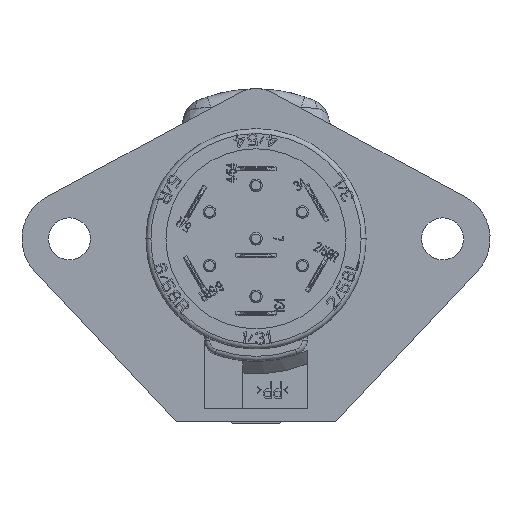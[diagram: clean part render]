
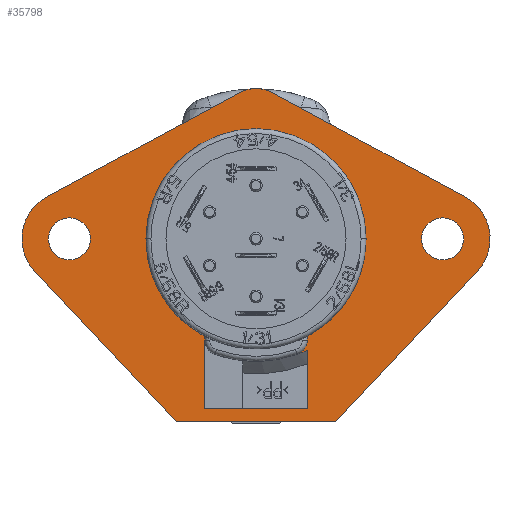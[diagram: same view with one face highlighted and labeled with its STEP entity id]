
A CAD part, front view. The second image highlights one B-rep face of the part: STEP entity #35798.
In plain terms, the highlighted planar face has unit normal (0, -1, 0).
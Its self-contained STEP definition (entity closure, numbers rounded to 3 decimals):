
#1=DIRECTION('',(-0.685,0.,0.728));
#2=VECTOR('',#1,40.747);
#3=CARTESIAN_POINT('',(-16.296,0.,-36.185));
#4=LINE('',#3,#2);
#5=CARTESIAN_POINT('',(-37.3,0.,0.));
#6=DIRECTION('',(0.,1.,0.));
#7=DIRECTION('',(-0.728,0.,-0.685));
#8=AXIS2_PLACEMENT_3D('',#5,#6,#7);
#10=DIRECTION('',(0.879,0.,0.476));
#11=VECTOR('',#10,43.771);
#12=CARTESIAN_POINT('',(-41.823,0.,8.354));
#13=LINE('',#12,#11);
#14=CARTESIAN_POINT('',(0.,0.,23.04));
#15=DIRECTION('',(0.,1.,0.));
#16=DIRECTION('',(-0.476,0.,0.879));
#17=AXIS2_PLACEMENT_3D('',#14,#15,#16);
#19=DIRECTION('',(0.879,0.,-0.476));
#20=VECTOR('',#19,43.771);
#21=CARTESIAN_POINT('',(3.333,0.,29.195));
#22=LINE('',#21,#20);
#23=CARTESIAN_POINT('',(37.3,0.,0.));
#24=DIRECTION('',(0.,1.,0.));
#25=DIRECTION('',(0.476,0.,0.879));
#26=AXIS2_PLACEMENT_3D('',#23,#24,#25);
#28=DIRECTION('',(-0.685,0.,-0.728));
#29=VECTOR('',#28,40.747);
#30=CARTESIAN_POINT('',(44.219,0.,-6.51));
#31=LINE('',#30,#29);
#32=DIRECTION('',(-1.,0.,0.));
#33=VECTOR('',#32,31.136);
#34=CARTESIAN_POINT('',(15.568,0.,-36.5));
#35=LINE('',#34,#33);
#36=CARTESIAN_POINT('',(37.3,0.,0.));
#37=DIRECTION('',(0.,-1.,0.));
#38=DIRECTION('',(1.,0.,0.));
#39=AXIS2_PLACEMENT_3D('',#36,#37,#38);
#41=CARTESIAN_POINT('',(37.3,0.,0.));
#42=DIRECTION('',(0.,-1.,0.));
#43=DIRECTION('',(-1.,0.,0.));
#44=AXIS2_PLACEMENT_3D('',#41,#42,#43);
#46=CARTESIAN_POINT('',(-37.3,0.,0.));
#47=DIRECTION('',(0.,-1.,0.));
#48=DIRECTION('',(1.,0.,0.));
#49=AXIS2_PLACEMENT_3D('',#46,#47,#48);
#51=CARTESIAN_POINT('',(-37.3,0.,0.));
#52=DIRECTION('',(0.,-1.,0.));
#53=DIRECTION('',(-1.,0.,0.));
#54=AXIS2_PLACEMENT_3D('',#51,#52,#53);
#56=DIRECTION('',(0.,0.,-1.));
#57=VECTOR('',#56,13.759);
#58=CARTESIAN_POINT('',(-10.25,0.,-20.241));
#59=LINE('',#58,#57);
#60=CARTESIAN_POINT('',(0.,0.,0.));
#61=DIRECTION('',(0.,-1.,0.));
#62=DIRECTION('',(0.337,0.,-0.941));
#63=AXIS2_PLACEMENT_3D('',#60,#61,#62);
#65=DIRECTION('',(0.,0.,1.));
#66=VECTOR('',#65,0.774);
#67=CARTESIAN_POINT('',(10.25,0.,-20.241));
#68=LINE('',#67,#66);
#69=CARTESIAN_POINT('',(0.,0.,0.));
#70=DIRECTION('',(0.,-1.,0.));
#71=DIRECTION('',(0.466,0.,-0.885));
#72=AXIS2_PLACEMENT_3D('',#69,#70,#71);
#74=CARTESIAN_POINT('',(0.,0.,0.));
#75=DIRECTION('',(0.,-1.,0.));
#76=DIRECTION('',(1.,0.,0.));
#77=AXIS2_PLACEMENT_3D('',#74,#75,#76);
#79=CARTESIAN_POINT('',(0.,0.,0.));
#80=DIRECTION('',(0.,-1.,0.));
#81=DIRECTION('',(-1.,0.,0.));
#82=AXIS2_PLACEMENT_3D('',#79,#80,#81);
#84=DIRECTION('',(0.,0.,-1.));
#85=VECTOR('',#84,0.774);
#86=CARTESIAN_POINT('',(-10.25,0.,-19.466));
#87=LINE('',#86,#85);
#101=CARTESIAN_POINT('',(-15.568,0.,-35.5));
#102=DIRECTION('',(0.,-1.,0.));
#103=DIRECTION('',(-0.728,0.,-0.685));
#104=AXIS2_PLACEMENT_3D('',#101,#102,#103);
#6995=CARTESIAN_POINT('',(15.568,0.,-35.5));
#6996=DIRECTION('',(0.,-1.,0.));
#6997=DIRECTION('',(0.,0.,-1.));
#6998=AXIS2_PLACEMENT_3D('',#6995,#6996,#6997);
#8107=DIRECTION('',(0.,0.,-1.));
#8108=VECTOR('',#8107,11.747);
#8109=CARTESIAN_POINT('',(10.25,0.,-22.253));
#8110=LINE('',#8109,#8108);
#8115=DIRECTION('',(-1.,0.,0.));
#8116=VECTOR('',#8115,20.5);
#8117=CARTESIAN_POINT('',(10.25,0.,-34.));
#8118=LINE('',#8117,#8116);
#28171=CARTESIAN_POINT('',(7.25,0.,-20.241));
#28172=DIRECTION('',(0.,1.,0.));
#28173=DIRECTION('',(1.,0.,0.));
#28174=AXIS2_PLACEMENT_3D('',#28171,#28172,#28173);
#28194=CARTESIAN_POINT('',(41.5,0.,0.));
#28195=CARTESIAN_POINT('',(33.1,0.,0.));
#28196=VERTEX_POINT('',#28194);
#28197=VERTEX_POINT('',#28195);
#28198=CARTESIAN_POINT('',(-33.1,0.,0.));
#28199=CARTESIAN_POINT('',(-41.5,0.,0.));
#28200=VERTEX_POINT('',#28198);
#28201=VERTEX_POINT('',#28199);
#28202=CARTESIAN_POINT('',(-44.219,0.,-6.51));
#28203=CARTESIAN_POINT('',(-41.823,0.,8.354));
#28204=VERTEX_POINT('',#28202);
#28205=VERTEX_POINT('',#28203);
#28206=CARTESIAN_POINT('',(-3.333,0.,29.195));
#28207=VERTEX_POINT('',#28206);
#28208=CARTESIAN_POINT('',(3.333,0.,29.195));
#28209=VERTEX_POINT('',#28208);
#28210=CARTESIAN_POINT('',(41.823,0.,8.354));
#28211=VERTEX_POINT('',#28210);
#28212=CARTESIAN_POINT('',(44.219,0.,-6.51));
#28213=VERTEX_POINT('',#28212);
#28222=CARTESIAN_POINT('',(22.,0.,0.));
#28223=CARTESIAN_POINT('',(-22.,0.,0.));
#28224=VERTEX_POINT('',#28222);
#28225=VERTEX_POINT('',#28223);
#28226=CARTESIAN_POINT('',(-10.25,0.,-19.466));
#28227=VERTEX_POINT('',#28226);
#28228=CARTESIAN_POINT('',(10.25,0.,-19.466));
#28229=VERTEX_POINT('',#28228);
#28310=CARTESIAN_POINT('',(10.25,0.,-34.));
#28311=VERTEX_POINT('',#28310);
#28312=CARTESIAN_POINT('',(10.25,0.,-20.241));
#28313=VERTEX_POINT('',#28312);
#28314=CARTESIAN_POINT('',(8.262,0.,-23.065));
#28315=CARTESIAN_POINT('',(10.25,0.,-22.253));
#28316=VERTEX_POINT('',#28314);
#28317=VERTEX_POINT('',#28315);
#28330=CARTESIAN_POINT('',(-10.25,0.,-20.241));
#28331=CARTESIAN_POINT('',(-10.25,0.,-34.));
#28332=VERTEX_POINT('',#28330);
#28333=VERTEX_POINT('',#28331);
#28404=CARTESIAN_POINT('',(-15.568,0.,-36.5));
#28406=VERTEX_POINT('',#28404);
#28408=CARTESIAN_POINT('',(-16.296,0.,-36.185));
#28410=VERTEX_POINT('',#28408);
#28412=CARTESIAN_POINT('',(16.296,0.,-36.185));
#28414=VERTEX_POINT('',#28412);
#28416=CARTESIAN_POINT('',(15.568,0.,-36.5));
#28418=VERTEX_POINT('',#28416);
#35737=CARTESIAN_POINT('',(0.,0.,0.));
#35738=DIRECTION('',(0.,1.,0.));
#35739=DIRECTION('',(1.,0.,0.));
#35740=AXIS2_PLACEMENT_3D('',#35737,#35738,#35739);
#35741=PLANE('',#35740);
#35743=ORIENTED_EDGE('',*,*,#35742,.F.);
#35745=ORIENTED_EDGE('',*,*,#35744,.T.);
#35747=ORIENTED_EDGE('',*,*,#35746,.T.);
#35749=ORIENTED_EDGE('',*,*,#35748,.T.);
#35751=ORIENTED_EDGE('',*,*,#35750,.T.);
#35753=ORIENTED_EDGE('',*,*,#35752,.T.);
#35755=ORIENTED_EDGE('',*,*,#35754,.T.);
#35757=ORIENTED_EDGE('',*,*,#35756,.T.);
#35759=ORIENTED_EDGE('',*,*,#35758,.F.);
#35761=ORIENTED_EDGE('',*,*,#35760,.T.);
#35762=EDGE_LOOP('',(#35743,#35745,#35747,#35749,#35751,#35753,#35755,#35757,
#35759,#35761));
#35763=FACE_OUTER_BOUND('',#35762,.F.);
#35765=ORIENTED_EDGE('',*,*,#35764,.T.);
#35767=ORIENTED_EDGE('',*,*,#35766,.T.);
#35768=EDGE_LOOP('',(#35765,#35767));
#35769=FACE_BOUND('',#35768,.F.);
#35771=ORIENTED_EDGE('',*,*,#35770,.T.);
#35773=ORIENTED_EDGE('',*,*,#35772,.T.);
#35774=EDGE_LOOP('',(#35771,#35773));
#35775=FACE_BOUND('',#35774,.F.);
#35777=ORIENTED_EDGE('',*,*,#35776,.T.);
#35779=ORIENTED_EDGE('',*,*,#35778,.F.);
#35781=ORIENTED_EDGE('',*,*,#35780,.F.);
#35783=ORIENTED_EDGE('',*,*,#35782,.F.);
#35785=ORIENTED_EDGE('',*,*,#35784,.F.);
#35787=ORIENTED_EDGE('',*,*,#35786,.T.);
#35789=ORIENTED_EDGE('',*,*,#35788,.T.);
#35791=ORIENTED_EDGE('',*,*,#35790,.T.);
#35793=ORIENTED_EDGE('',*,*,#35792,.T.);
#35795=ORIENTED_EDGE('',*,*,#35794,.T.);
#35796=EDGE_LOOP('',(#35777,#35779,#35781,#35783,#35785,#35787,#35789,#35791,
#35793,#35795));
#35797=FACE_BOUND('',#35796,.F.);
#35798=ADVANCED_FACE('',(#35763,#35769,#35775,#35797),#35741,.F.);
#9=CIRCLE('',#8,9.5);
#18=CIRCLE('',#17,7.);
#27=CIRCLE('',#26,9.5);
#40=CIRCLE('',#39,4.2);
#45=CIRCLE('',#44,4.2);
#50=CIRCLE('',#49,4.2);
#55=CIRCLE('',#54,4.2);
#64=CIRCLE('',#63,24.5);
#73=CIRCLE('',#72,22.);
#78=CIRCLE('',#77,22.);
#83=CIRCLE('',#82,22.);
#105=CIRCLE('',#104,1.);
#6999=CIRCLE('',#6998,1.);
#28175=CIRCLE('',#28174,3.);
#35742=EDGE_CURVE('',#28410,#28406,#105,.T.);
#35744=EDGE_CURVE('',#28410,#28204,#4,.T.);
#35746=EDGE_CURVE('',#28204,#28205,#9,.T.);
#35748=EDGE_CURVE('',#28205,#28207,#13,.T.);
#35750=EDGE_CURVE('',#28207,#28209,#18,.T.);
#35752=EDGE_CURVE('',#28209,#28211,#22,.T.);
#35754=EDGE_CURVE('',#28211,#28213,#27,.T.);
#35756=EDGE_CURVE('',#28213,#28414,#31,.T.);
#35758=EDGE_CURVE('',#28418,#28414,#6999,.T.);
#35760=EDGE_CURVE('',#28418,#28406,#35,.T.);
#35764=EDGE_CURVE('',#28196,#28197,#40,.T.);
#35766=EDGE_CURVE('',#28197,#28196,#45,.T.);
#35770=EDGE_CURVE('',#28200,#28201,#50,.T.);
#35772=EDGE_CURVE('',#28201,#28200,#55,.T.);
#35776=EDGE_CURVE('',#28332,#28333,#59,.T.);
#35778=EDGE_CURVE('',#28311,#28333,#8118,.T.);
#35780=EDGE_CURVE('',#28317,#28311,#8110,.T.);
#35782=EDGE_CURVE('',#28316,#28317,#64,.T.);
#35784=EDGE_CURVE('',#28313,#28316,#28175,.T.);
#35786=EDGE_CURVE('',#28313,#28229,#68,.T.);
#35788=EDGE_CURVE('',#28229,#28224,#73,.T.);
#35790=EDGE_CURVE('',#28224,#28225,#78,.T.);
#35792=EDGE_CURVE('',#28225,#28227,#83,.T.);
#35794=EDGE_CURVE('',#28227,#28332,#87,.T.);
